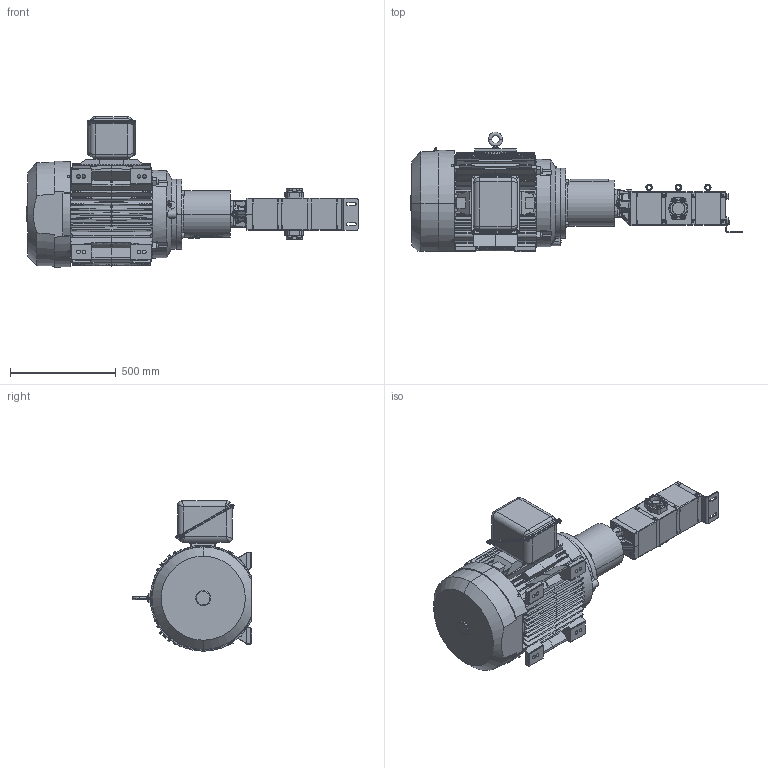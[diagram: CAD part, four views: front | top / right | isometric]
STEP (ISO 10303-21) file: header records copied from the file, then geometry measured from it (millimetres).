
FILE_DESCRIPTION (( 'STEP AP214' ), '1' );
FILE_NAME ('GPV-1039-011-U.STEP', '2021-08-18T20:39:26', ( '' ), ( '' ), 'SwSTEP 2.0', 'SolidWorks 2020', '' );
FILE_SCHEMA (( 'AUTOMOTIVE_DESIGN' ));
Length unit declared in the file: inch
Products named in the file (1): GPV-1039-011-U
Bounding box: 1567.18 x 563.37 x 710.14 mm (x, y, z)
Volume: 145595509.6 mm3; surface area: 3604746.6 mm2
Topology: 1 solids, 1 shells, 5049 faces, 13269 edges, 8530 vertices
Faces by surface type: plane 2698, bspline 1179, cone 617, cylinder 455, torus 62, sphere 38
Entity records: 247728 total; most frequent: CARTESIAN_POINT 88558, ORIENTED_EDGE 26482, DIRECTION 18882, EDGE_CURVE 13241, VERTEX_POINT 8528, LINE 7712, VECTOR 7712, AXIS2_PLACEMENT_3D 5585
